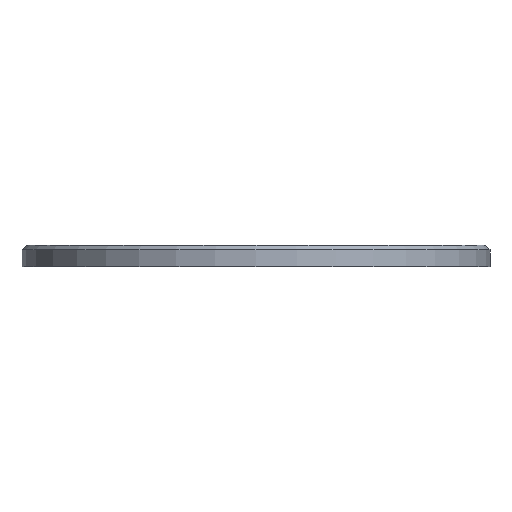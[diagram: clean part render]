
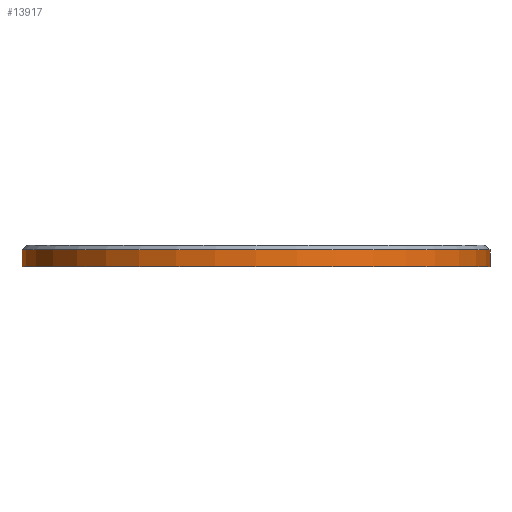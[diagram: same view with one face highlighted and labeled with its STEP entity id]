
A CAD part, front view. The second image highlights one B-rep face of the part: STEP entity #13917.
In plain terms, the highlighted cylindrical face has radius 97.5 mm (diameter 195 mm), a full revolution.
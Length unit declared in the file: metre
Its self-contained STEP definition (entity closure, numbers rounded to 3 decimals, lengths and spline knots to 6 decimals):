
#2814=ORIENTED_EDGE('',*,*,#7376,.T.);
#2815=ORIENTED_EDGE('',*,*,#7377,.T.);
#7376=EDGE_CURVE('',#9657,#9657,#11194,.F.);
#7377=EDGE_CURVE('',#9658,#9658,#11195,.T.);
#9657=VERTEX_POINT('',#19114);
#9658=VERTEX_POINT('',#19116);
#11194=CIRCLE('',#14711,0.0975);
#11195=CIRCLE('',#14712,0.0975);
#11983=EDGE_LOOP('',(#2814));
#11984=EDGE_LOOP('',(#2815));
#12829=FACE_BOUND('',#11983,.T.);
#12830=FACE_BOUND('',#11984,.T.);
#13675=CYLINDRICAL_SURFACE('',#14710,0.0975);
#13917=ADVANCED_FACE('',(#12829,#12830),#13675,.T.);
#14710=AXIS2_PLACEMENT_3D('',#19112,#15921,#15922);
#14711=AXIS2_PLACEMENT_3D('',#19113,#15923,#15924);
#14712=AXIS2_PLACEMENT_3D('',#19115,#15925,#15926);
#15921=DIRECTION('',(0.,0.,1.));
#15922=DIRECTION('',(0.,-1.,0.));
#15923=DIRECTION('',(0.,0.,1.));
#15924=DIRECTION('',(0.,-1.,0.));
#15925=DIRECTION('',(0.,0.,1.));
#15926=DIRECTION('',(0.,-1.,0.));
#19112=CARTESIAN_POINT('',(0.,0.,-0.006));
#19113=CARTESIAN_POINT('',(0.,0.,0.001));
#19114=CARTESIAN_POINT('',(0.,-0.0975,0.001));
#19115=CARTESIAN_POINT('',(0.,0.,-0.006));
#19116=CARTESIAN_POINT('',(0.,-0.0975,-0.006));
